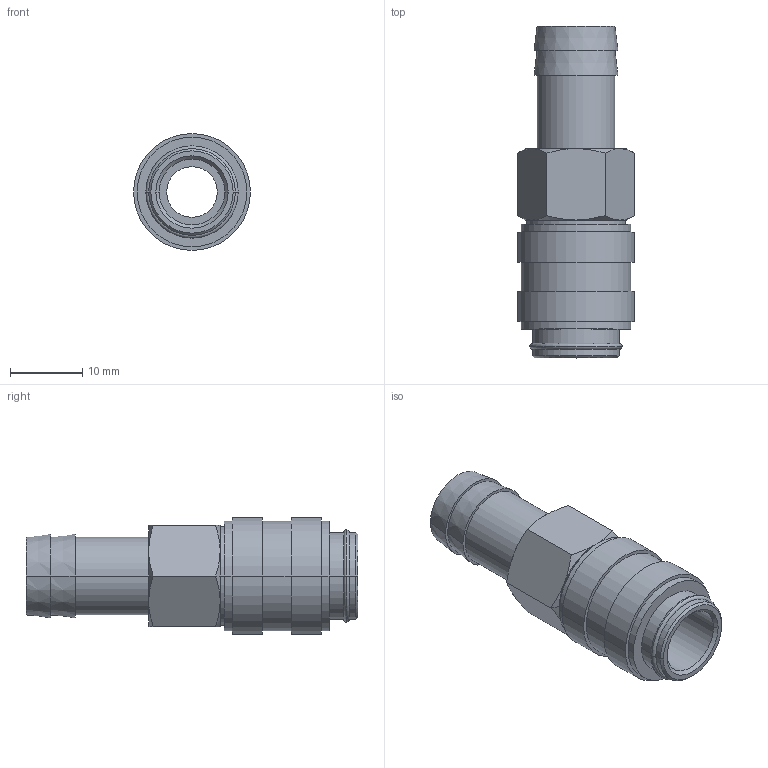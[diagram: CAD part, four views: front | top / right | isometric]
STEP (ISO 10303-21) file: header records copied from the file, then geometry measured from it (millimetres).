
FILE_DESCRIPTION(('STEP AP214'),'1');
FILE_NAME('esmn_9_tab.stp','2020-03-05T08:31:58',('TraceParts'),('TraceParts S.A.'),'Spatial InterOp 3D',' ',' ');
FILE_SCHEMA(('automotive_design'));
Length unit declared in the file: millimetre
Products named in the file (1): 1
Bounding box: 16.2 x 46 x 16.2 mm (x, y, z)
Volume: 4051.7 mm3; surface area: 3633.5 mm2
Topology: 1 solids, 1 shells, 72 faces, 148 edges, 90 vertices
Faces by surface type: cylinder 24, cone 24, plane 20, torus 4
Entity records: 2526 total; most frequent: CARTESIAN_POINT 407, DIRECTION 352, ORIENTED_EDGE 296, AXIS2_PLACEMENT_3D 155, EDGE_CURVE 148, VERTEX_POINT 90, EDGE_LOOP 86, CIRCLE 82
